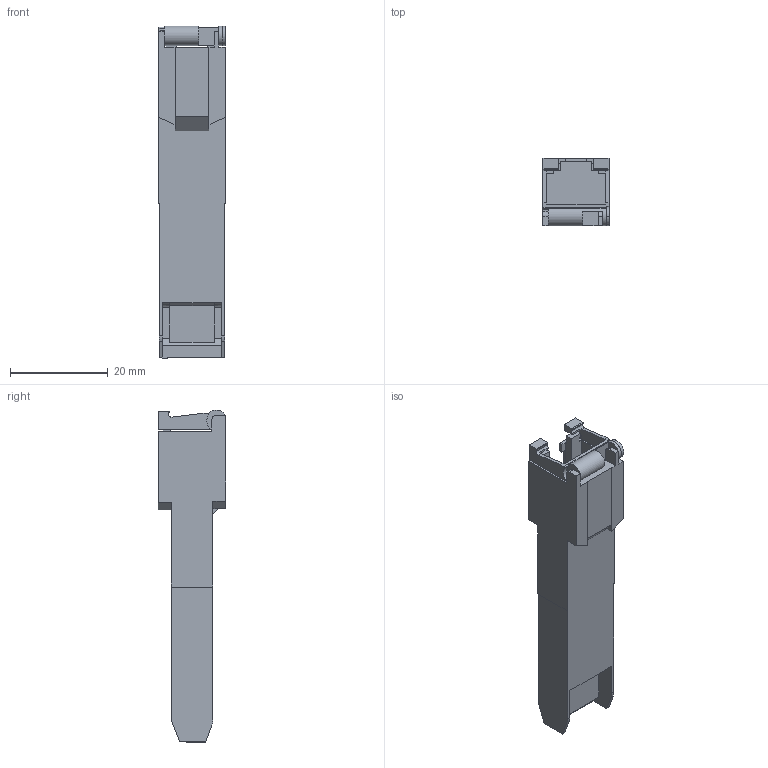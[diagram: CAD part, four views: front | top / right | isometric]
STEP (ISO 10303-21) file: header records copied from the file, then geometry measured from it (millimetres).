
FILE_DESCRIPTION(('CATIA V5 STEP Exchange','CAx-IF Rec.Pracs.--- Model Styling and Organization---1.4--- 2014-01-23'),'2;1');
FILE_NAME ('D1598618_0_2766120000_S3D_IE_SFP_1GE_RJ45.stp','2024-01-11T09:12:40+00:00',('none'),('Weidmueller'),'CATIA Version 5-6 Release 2016 SP3 HF44','CATIA V5 STEP AP214','none');
FILE_SCHEMA(('AUTOMOTIVE_DESIGN { 1 0 10303 214 1 1 1 1 }'));
Length unit declared in the file: millimetre
Products named in the file (1): S3D_IE_SFP_1GE_RJ45
Bounding box: 13.7 x 13.89 x 67.91 mm (x, y, z)
Volume: 6929.5 mm3; surface area: 4506.6 mm2
Topology: 3 solids, 3 shells, 159 faces, 436 edges, 289 vertices
Faces by surface type: plane 126, cylinder 31, extrusion 2
Entity records: 4976 total; most frequent: CARTESIAN_POINT 882, ORIENTED_EDGE 872, DIRECTION 676, EDGE_CURVE 436, VECTOR 359, LINE 357, VERTEX_POINT 289, AXIS2_PLACEMENT_3D 195
